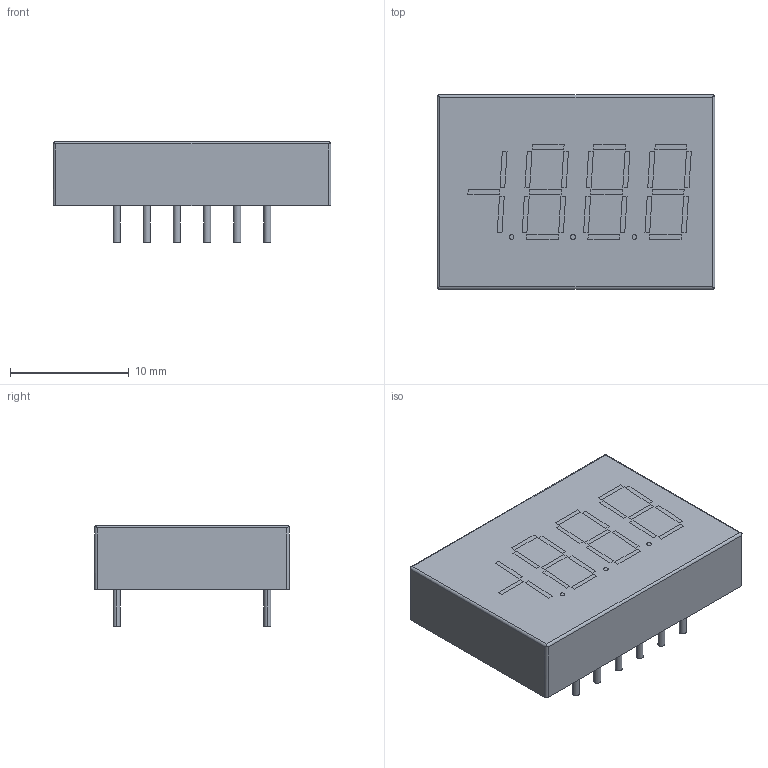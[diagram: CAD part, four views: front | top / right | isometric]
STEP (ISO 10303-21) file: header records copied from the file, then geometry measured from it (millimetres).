
FILE_DESCRIPTION((''),'2;1');
FILE_NAME('DS_LASCAR_OEM 1L-LED.stp','2009-06-15T11:12:51',(''),(''),'Mechanical Desktop 2009','Mechanical Desktop 2009',', , ');
FILE_SCHEMA(('AUTOMOTIVE_DESIGN { 1 2 10303 214 1 1 1 1 }'));
Length unit declared in the file: millimetre
Products named in the file (1): Product
Bounding box: 23.4 x 16.4 x 8.5 mm (x, y, z)
Volume: 2081.9 mm3; surface area: 1390.6 mm2
Topology: 41 solids, 41 shells, 358 faces, 744 edges, 496 vertices
Faces by surface type: plane 298, cylinder 48, bspline 12
Entity records: 9407 total; most frequent: CARTESIAN_POINT 1635, DIRECTION 1538, ORIENTED_EDGE 1488, EDGE_CURVE 744, VECTOR 644, LINE 644, VERTEX_POINT 496, AXIS2_PLACEMENT_3D 447
